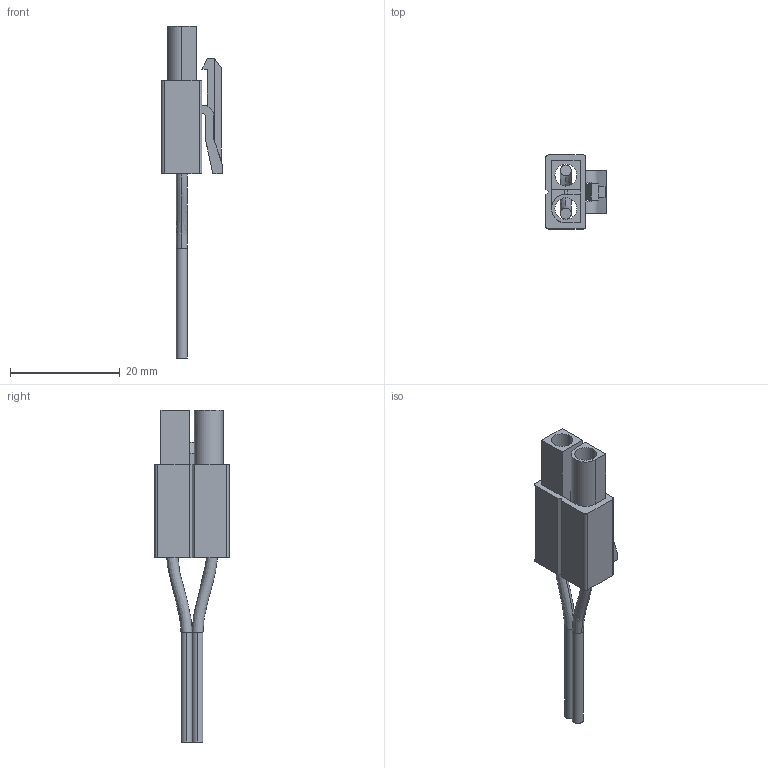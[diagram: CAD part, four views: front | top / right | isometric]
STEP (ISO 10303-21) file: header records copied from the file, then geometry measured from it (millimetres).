
FILE_DESCRIPTION (( 'STEP AP203' ), '1' );
FILE_NAME ('POWER-CONNECTOR-MALE.STEP', '2007-08-28T15:52:49', ( 'Innovation First, Inc.' ), ( 'Innovation First, Inc.' ), 'SwSTEP 2.0', 'SolidWorks 2006052', '' );
FILE_SCHEMA (( 'CONFIG_CONTROL_DESIGN' ));
Length unit declared in the file: inch
Products named in the file (1): POWER-CONNECTOR-MALE
Bounding box: 11 x 13.5 x 60.49 mm (x, y, z)
Volume: 1633.5 mm3; surface area: 2978.6 mm2
Topology: 3 solids, 3 shells, 80 faces, 208 edges, 137 vertices
Faces by surface type: plane 55, cylinder 21, bspline 4
Entity records: 2957 total; most frequent: CARTESIAN_POINT 890, ORIENTED_EDGE 416, DIRECTION 404, EDGE_CURVE 208, VECTOR 150, LINE 150, VERTEX_POINT 137, AXIS2_PLACEMENT_3D 127
